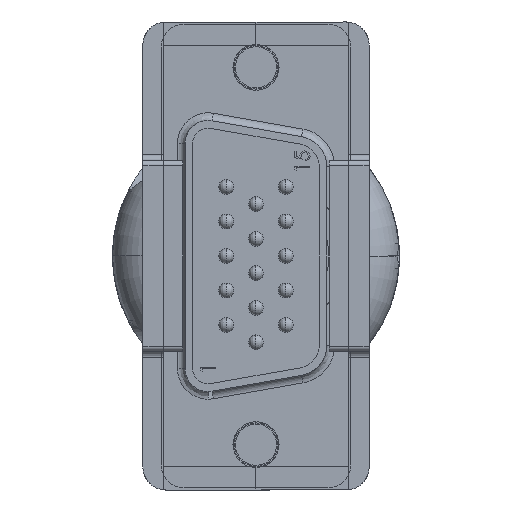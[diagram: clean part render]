
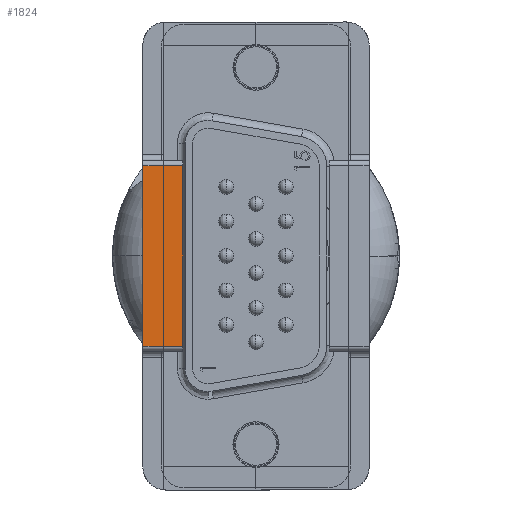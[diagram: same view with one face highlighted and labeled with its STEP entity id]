
A CAD part, left-side view. The second image highlights one B-rep face of the part: STEP entity #1824.
In plain terms, the highlighted planar face has unit normal (-1, 0, 0).
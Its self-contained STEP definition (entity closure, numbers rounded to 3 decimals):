
#1824 = ADVANCED_FACE ( 'NONE', ( #7683 ), #28496, .F. ) ;
#6825 = AXIS2_PLACEMENT_3D ( 'NONE', #28504, #28505, #28506 ) ;
#7683 = FACE_OUTER_BOUND ( 'NONE', #23430, .T. ) ;
#8994 = CARTESIAN_POINT ( 'NONE',  ( -153.539, 4.851, -5.969 ) ) ;
#9006 = CARTESIAN_POINT ( 'NONE',  ( -153.539, 4.851, 5.969 ) ) ;
#9030 = CARTESIAN_POINT ( 'NONE',  ( -153.539, 7.493, 5.969 ) ) ;
#9078 = CARTESIAN_POINT ( 'NONE',  ( -153.539, 7.493, -5.969 ) ) ;
#10100 = ORIENTED_EDGE ( 'NONE', *, *, #29818, .T. ) ;
#10101 = ORIENTED_EDGE ( 'NONE', *, *, #29823, .T. ) ;
#10102 = ORIENTED_EDGE ( 'NONE', *, *, #30469, .F. ) ;
#10103 = ORIENTED_EDGE ( 'NONE', *, *, #29654, .T. ) ;
#14916 = LINE ( 'NONE', #22271, #14922 ) ;
#14922 = VECTOR ( 'NONE', #22273, 1000. ) ;
#15099 = LINE ( 'NONE', #22495, #15109 ) ;
#15109 = VECTOR ( 'NONE', #22489, 1000. ) ;
#15110 = LINE ( 'NONE', #22501, #15116 ) ;
#15116 = VECTOR ( 'NONE', #22502, 1000. ) ;
#15630 = LINE ( 'NONE', #30936, #15631 ) ;
#15631 = VECTOR ( 'NONE', #30949, 1000. ) ;
#20393 = VERTEX_POINT ( 'NONE', #8994 ) ;
#20405 = VERTEX_POINT ( 'NONE', #9006 ) ;
#20429 = VERTEX_POINT ( 'NONE', #9030 ) ;
#20477 = VERTEX_POINT ( 'NONE', #9078 ) ;
#22271 = CARTESIAN_POINT ( 'NONE',  ( -153.539, 7.493, 5.969 ) ) ;
#22273 = DIRECTION ( 'NONE',  ( 0., 1., 0. ) ) ;
#22489 = DIRECTION ( 'NONE',  ( 0., 0., -1. ) ) ;
#22495 = CARTESIAN_POINT ( 'NONE',  ( -153.539, 7.493, 6.35 ) ) ;
#22501 = CARTESIAN_POINT ( 'NONE',  ( -153.539, 4.851, -5.969 ) ) ;
#22502 = DIRECTION ( 'NONE',  ( 0., -1., 0. ) ) ;
#23430 = EDGE_LOOP ( 'NONE', ( #10100, #10101, #10102, #10103 ) ) ;
#28496 = PLANE ( 'NONE',  #6825 ) ;
#28504 = CARTESIAN_POINT ( 'NONE',  ( -153.539, 7.493, 6.35 ) ) ;
#28505 = DIRECTION ( 'NONE',  ( 1., 0., 0. ) ) ;
#28506 = DIRECTION ( 'NONE',  ( 0., 1., 0. ) ) ;
#29654 = EDGE_CURVE ( 'NONE', #20405, #20429, #14916, .T. ) ;
#29818 = EDGE_CURVE ( 'NONE', #20429, #20477, #15099, .T. ) ;
#29823 = EDGE_CURVE ( 'NONE', #20477, #20393, #15110, .T. ) ;
#30469 = EDGE_CURVE ( 'NONE', #20405, #20393, #15630, .T. ) ;
#30936 = CARTESIAN_POINT ( 'NONE',  ( -153.539, 4.851, 6.35 ) ) ;
#30949 = DIRECTION ( 'NONE',  ( 0., 0., -1. ) ) ;
